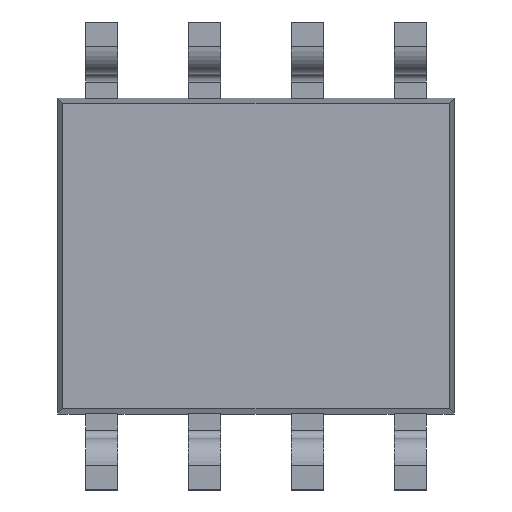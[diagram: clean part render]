
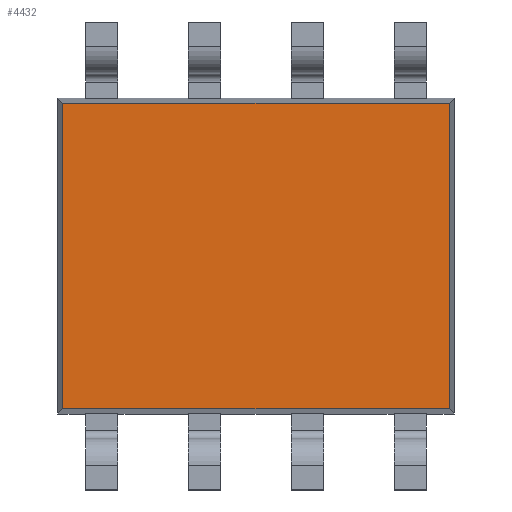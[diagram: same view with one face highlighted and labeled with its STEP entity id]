
A CAD part, top view. The second image highlights one B-rep face of the part: STEP entity #4432.
In plain terms, the highlighted planar face has unit normal (0, 0, 1).
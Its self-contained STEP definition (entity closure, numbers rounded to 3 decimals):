
#262=PLANE('',#4708);
#479=FACE_OUTER_BOUND('',#707,.T.);
#707=EDGE_LOOP('',(#3974,#3975,#3976,#3977));
#1188=LINE('',#7356,#1676);
#1193=LINE('',#7364,#1681);
#1194=LINE('',#7367,#1682);
#1195=LINE('',#7370,#1683);
#1676=VECTOR('',#5691,10.);
#1681=VECTOR('',#5698,10.);
#1682=VECTOR('',#5703,10.);
#1683=VECTOR('',#5708,10.);
#2150=VERTEX_POINT('',#7353);
#2151=VERTEX_POINT('',#7355);
#2152=VERTEX_POINT('',#7359);
#2153=VERTEX_POINT('',#7362);
#2754=EDGE_CURVE('',#2151,#2150,#1188,.T.);
#2759=EDGE_CURVE('',#2152,#2153,#1193,.T.);
#2760=EDGE_CURVE('',#2150,#2152,#1194,.T.);
#2761=EDGE_CURVE('',#2153,#2151,#1195,.T.);
#3974=ORIENTED_EDGE('',*,*,#2754,.T.);
#3975=ORIENTED_EDGE('',*,*,#2760,.T.);
#3976=ORIENTED_EDGE('',*,*,#2759,.T.);
#3977=ORIENTED_EDGE('',*,*,#2761,.T.);
#4432=ADVANCED_FACE('',(#479),#262,.T.);
#4708=AXIS2_PLACEMENT_3D('',#7371,#5709,#5710);
#5691=DIRECTION('',(0.,1.,0.));
#5698=DIRECTION('',(0.,-1.,0.));
#5703=DIRECTION('',(-1.,0.,0.));
#5708=DIRECTION('',(1.,0.,0.));
#5709=DIRECTION('center_axis',(0.,0.,1.));
#5710=DIRECTION('ref_axis',(1.,0.,0.));
#7353=CARTESIAN_POINT('',(2.384,1.884,0.75));
#7355=CARTESIAN_POINT('',(2.384,-1.884,0.75));
#7356=CARTESIAN_POINT('',(2.384,0.,0.75));
#7359=CARTESIAN_POINT('',(-2.384,1.884,0.75));
#7362=CARTESIAN_POINT('',(-2.384,-1.884,0.75));
#7364=CARTESIAN_POINT('',(-2.384,0.,0.75));
#7367=CARTESIAN_POINT('',(1.225,1.884,0.75));
#7370=CARTESIAN_POINT('',(1.225,-1.884,0.75));
#7371=CARTESIAN_POINT('Origin',(0.,0.,0.75));
